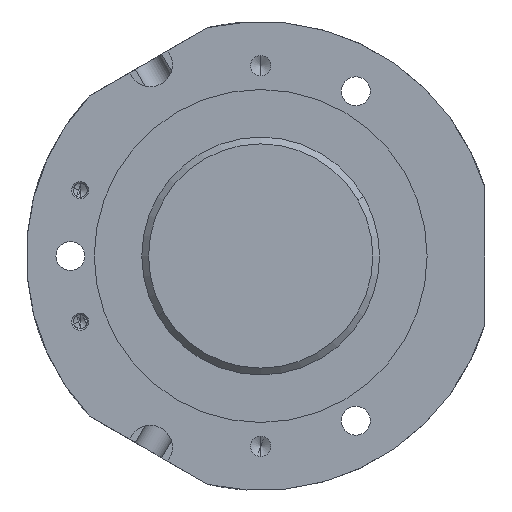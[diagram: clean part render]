
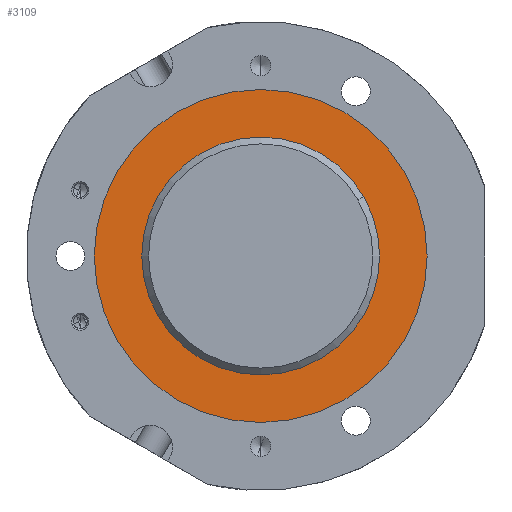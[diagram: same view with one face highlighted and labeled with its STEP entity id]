
A CAD part, front view. The second image highlights one B-rep face of the part: STEP entity #3109.
In plain terms, the highlighted planar face has unit normal (0, -1, 0).
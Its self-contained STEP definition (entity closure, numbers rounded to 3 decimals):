
#1875 = VERTEX_POINT( '', #5328 );
#1973 = EDGE_CURVE( '', #4087, #2487, #5433, .T. );
#2101 = EDGE_CURVE( '', #3001, #1875, #5576, .T. );
#2411 = EDGE_CURVE( '', #2487, #4087, #5920, .T. );
#2487 = VERTEX_POINT( '', #6005 );
#3001 = VERTEX_POINT( '', #6575 );
#3109 = ADVANCED_FACE( '', ( #6702, #6703 ), #6704, .F. );
#4087 = VERTEX_POINT( '', #7791 );
#4417 = EDGE_CURVE( '', #1875, #3001, #8152, .T. );
#5328 = CARTESIAN_POINT( '', ( -30.311, 8., -17.5 ) );
#5433 = CIRCLE( '', #9340, 49. );
#5576 = CIRCLE( '', #9534, 35. );
#5920 = CIRCLE( '', #10012, 49. );
#6005 = CARTESIAN_POINT( '', ( 42.435, 8., 24.5 ) );
#6575 = CARTESIAN_POINT( '', ( 30.311, 8., 17.5 ) );
#6702 = FACE_BOUND( '', #11175, .T. );
#6703 = FACE_OUTER_BOUND( '', #11176, .T. );
#6704 = PLANE( '', #11177 );
#7791 = CARTESIAN_POINT( '', ( -42.435, 8., -24.5 ) );
#8152 = CIRCLE( '', #13549, 35. );
#9340 = AXIS2_PLACEMENT_3D( '', #14996, #14997, #14998 );
#9534 = AXIS2_PLACEMENT_3D( '', #15161, #15162, #15163 );
#10012 = AXIS2_PLACEMENT_3D( '', #15572, #15573, #15574 );
#11175 = EDGE_LOOP( '', ( #16474, #16475 ) );
#11176 = EDGE_LOOP( '', ( #16476, #16477 ) );
#11177 = AXIS2_PLACEMENT_3D( '', #16478, #16479, #16480 );
#13549 = AXIS2_PLACEMENT_3D( '', #18150, #18151, #18152 );
#14996 = CARTESIAN_POINT( '', ( 0., 8., 0. ) );
#14997 = DIRECTION( '', ( 0., 1., 0. ) );
#14998 = DIRECTION( '', ( 0.866, 0., 0.5 ) );
#15161 = CARTESIAN_POINT( '', ( 0., 8., 0. ) );
#15162 = DIRECTION( '', ( 0., 1., 0. ) );
#15163 = DIRECTION( '', ( 0.866, 0., 0.5 ) );
#15572 = CARTESIAN_POINT( '', ( 0., 8., 0. ) );
#15573 = DIRECTION( '', ( 0., 1., 0. ) );
#15574 = DIRECTION( '', ( 0.866, 0., 0.5 ) );
#16474 = ORIENTED_EDGE( '', *, *, #2101, .T. );
#16475 = ORIENTED_EDGE( '', *, *, #4417, .T. );
#16476 = ORIENTED_EDGE( '', *, *, #2411, .F. );
#16477 = ORIENTED_EDGE( '', *, *, #1973, .F. );
#16478 = CARTESIAN_POINT( '', ( 36.373, 8., 21. ) );
#16479 = DIRECTION( '', ( 0., 1., 0. ) );
#16480 = DIRECTION( '', ( 0.866, 0., 0.5 ) );
#18150 = CARTESIAN_POINT( '', ( 0., 8., 0. ) );
#18151 = DIRECTION( '', ( 0., 1., 0. ) );
#18152 = DIRECTION( '', ( 0.866, 0., 0.5 ) );
